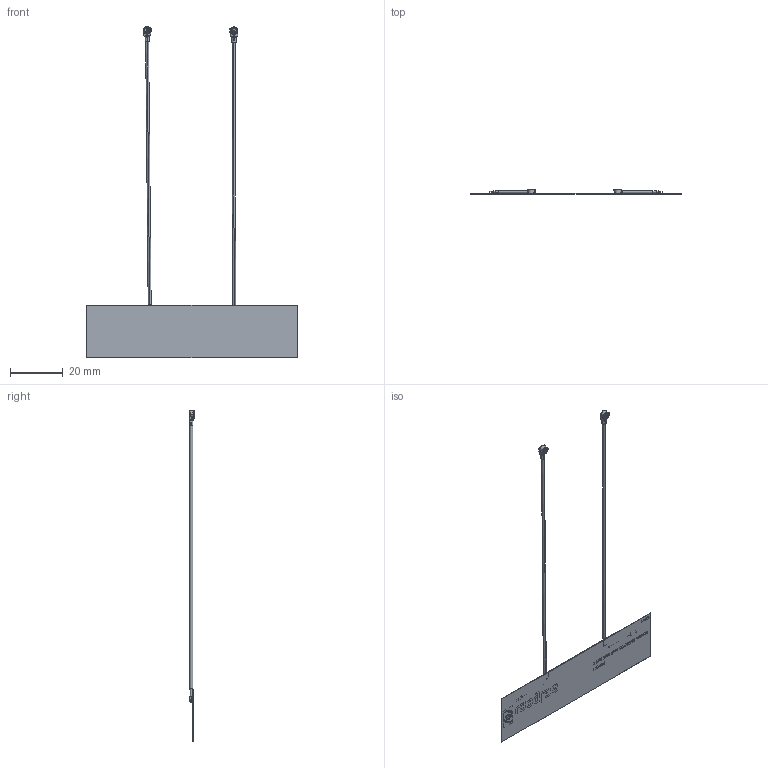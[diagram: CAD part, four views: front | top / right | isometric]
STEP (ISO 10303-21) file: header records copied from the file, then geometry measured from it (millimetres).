
FILE_DESCRIPTION (( 'STEP AP214' ), '1' );
FILE_NAME ('FXP522.A.07.A.001_web.STEP', '2022-03-15T15:14:34', ( '' ), ( '' ), 'SwSTEP 2.0', 'SolidWorks 2018', '' );
FILE_SCHEMA (( 'AUTOMOTIVE_DESIGN' ));
Length unit declared in the file: millimetre
Products named in the file (1): FXP522.A.07.A.001_web
Bounding box: 80 x 2.15 x 125.93 mm (x, y, z)
Surface area: 4284.2 mm2 (no closed solid volume)
Topology: 0 solids, 100 shells, 382 faces, 2597 edges, 2266 vertices
Faces by surface type: plane 261, cylinder 81, bspline 28, torus 12
Entity records: 34387 total; most frequent: CARTESIAN_POINT 13013, ORIENTED_EDGE 3207, DIRECTION 2718, EDGE_CURVE 2597, VERTEX_POINT 2266, LINE 1460, VECTOR 1460, B_SPLINE_CURVE_WITH_KNOTS 648
